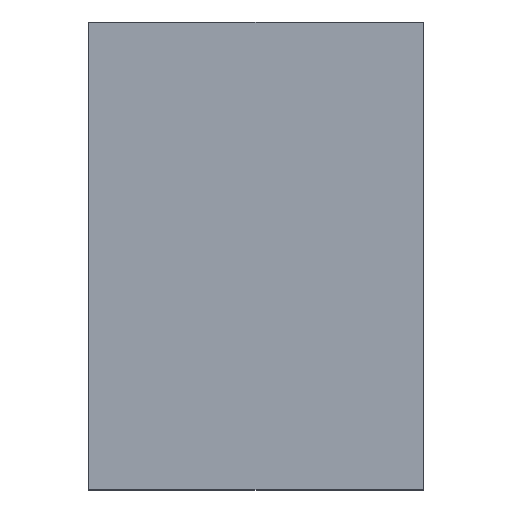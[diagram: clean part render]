
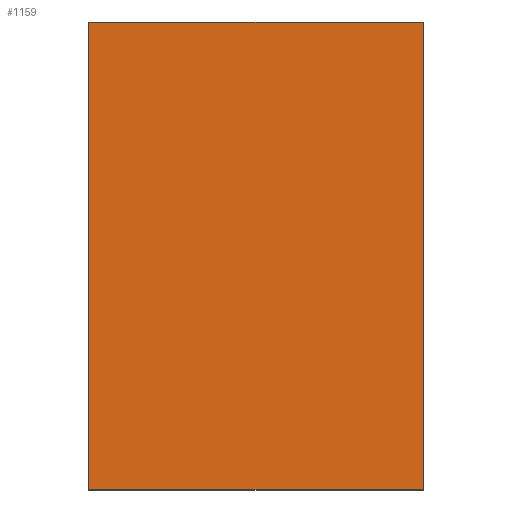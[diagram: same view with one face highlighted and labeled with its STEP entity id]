
A CAD part, top view. The second image highlights one B-rep face of the part: STEP entity #1159.
In plain terms, the highlighted face is planar.
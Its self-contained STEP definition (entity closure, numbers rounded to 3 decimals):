
#484=DIRECTION('',(0.,0.,1.));
#485=VECTOR('',#484,1.);
#486=CARTESIAN_POINT('',(-0.7,0.375,-0.5));
#487=LINE('',#486,#485);
#491=DIRECTION('',(-1.,0.,0.));
#492=VECTOR('',#491,1.4);
#493=CARTESIAN_POINT('',(0.7,0.375,-0.5));
#494=LINE('',#493,#492);
#498=DIRECTION('',(0.,0.,-1.));
#499=VECTOR('',#498,1.);
#500=CARTESIAN_POINT('',(0.7,0.375,0.5));
#501=LINE('',#500,#499);
#505=DIRECTION('',(1.,0.,0.));
#506=VECTOR('',#505,1.4);
#507=CARTESIAN_POINT('',(-0.7,0.375,0.5));
#508=LINE('',#507,#506);
#814=CARTESIAN_POINT('',(-0.7,0.375,-0.5));
#815=CARTESIAN_POINT('',(-0.7,0.375,0.5));
#816=VERTEX_POINT('',#814);
#817=VERTEX_POINT('',#815);
#818=CARTESIAN_POINT('',(0.7,0.375,0.5));
#819=VERTEX_POINT('',#818);
#820=CARTESIAN_POINT('',(0.7,0.375,-0.5));
#821=VERTEX_POINT('',#820);
#1148=CARTESIAN_POINT('',(0.,0.375,0.));
#1149=DIRECTION('',(0.,1.,0.));
#1150=DIRECTION('',(1.,0.,0.));
#1151=AXIS2_PLACEMENT_3D('',#1148,#1149,#1150);
#1152=PLANE('',#1151);
#1153=ORIENTED_EDGE('',*,*,#1087,.F.);
#1154=ORIENTED_EDGE('',*,*,#1101,.F.);
#1155=ORIENTED_EDGE('',*,*,#1142,.F.);
#1156=ORIENTED_EDGE('',*,*,#1044,.F.);
#1157=EDGE_LOOP('',(#1153,#1154,#1155,#1156));
#1158=FACE_OUTER_BOUND('',#1157,.F.);
#1044=EDGE_CURVE('',#817,#819,#508,.T.);
#1087=EDGE_CURVE('',#816,#817,#487,.T.);
#1101=EDGE_CURVE('',#821,#816,#494,.T.);
#1142=EDGE_CURVE('',#819,#821,#501,.T.);
#1159=ADVANCED_FACE('',(#1158),#1152,.T.);
